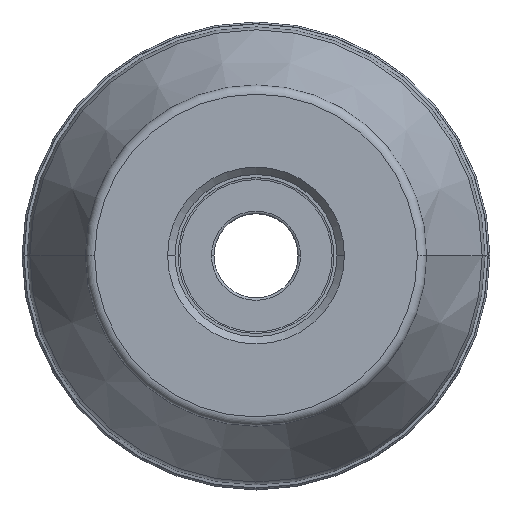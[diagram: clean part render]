
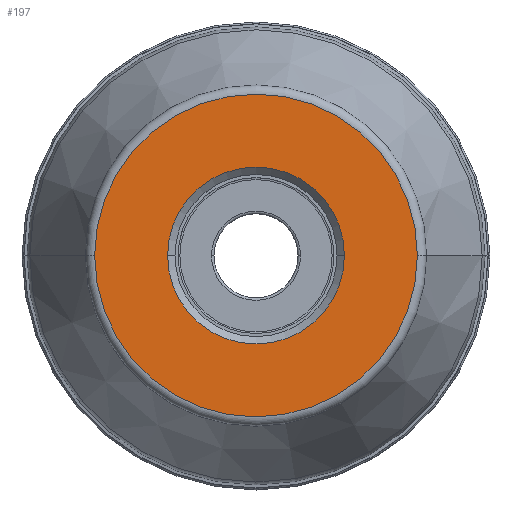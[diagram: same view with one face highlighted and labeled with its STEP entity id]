
A CAD part, top view. The second image highlights one B-rep face of the part: STEP entity #197.
In plain terms, the highlighted planar face has unit normal (0, 0, 1).
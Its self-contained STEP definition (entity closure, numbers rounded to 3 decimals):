
#28=PLANE('',#1874);
#34=FACE_BOUND('',#397,.T.);
#35=FACE_BOUND('',#398,.T.);
#197=ADVANCED_FACE('',(#34,#35),#28,.F.);
#397=EDGE_LOOP('',(#677,#678,#679,#680));
#398=EDGE_LOOP('',(#681,#682,#683,#684));
#677=ORIENTED_EDGE('',*,*,#1187,.F.);
#678=ORIENTED_EDGE('',*,*,#1185,.F.);
#679=ORIENTED_EDGE('',*,*,#1184,.T.);
#680=ORIENTED_EDGE('',*,*,#1188,.T.);
#681=ORIENTED_EDGE('',*,*,#1189,.T.);
#682=ORIENTED_EDGE('',*,*,#1190,.T.);
#683=ORIENTED_EDGE('',*,*,#1191,.T.);
#684=ORIENTED_EDGE('',*,*,#1192,.T.);
#984=VERTEX_POINT('',#3666);
#985=VERTEX_POINT('',#3668);
#986=VERTEX_POINT('',#3670);
#987=VERTEX_POINT('',#3674);
#988=VERTEX_POINT('',#3678);
#989=VERTEX_POINT('',#3679);
#990=VERTEX_POINT('',#3681);
#991=VERTEX_POINT('',#3683);
#1184=EDGE_CURVE('',#985,#984,#1432,.T.);
#1185=EDGE_CURVE('',#985,#986,#1433,.T.);
#1187=EDGE_CURVE('',#986,#987,#1435,.T.);
#1188=EDGE_CURVE('',#984,#987,#1436,.T.);
#1189=EDGE_CURVE('',#988,#989,#1437,.T.);
#1190=EDGE_CURVE('',#989,#990,#1438,.T.);
#1191=EDGE_CURVE('',#990,#991,#1439,.T.);
#1192=EDGE_CURVE('',#991,#988,#1440,.T.);
#1432=CIRCLE('',#1863,26.281);
#1433=CIRCLE('',#1864,26.281);
#1435=CIRCLE('',#1867,26.281);
#1436=CIRCLE('',#1868,26.281);
#1437=CIRCLE('',#1870,14.4);
#1438=CIRCLE('',#1871,14.4);
#1439=CIRCLE('',#1872,14.4);
#1440=CIRCLE('',#1873,14.4);
#1863=AXIS2_PLACEMENT_3D('',#3667,#2287,#2288);
#1864=AXIS2_PLACEMENT_3D('',#3669,#2289,#2290);
#1867=AXIS2_PLACEMENT_3D('',#3673,#2295,#2296);
#1868=AXIS2_PLACEMENT_3D('',#3675,#2297,#2298);
#1870=AXIS2_PLACEMENT_3D('',#3677,#2301,#2302);
#1871=AXIS2_PLACEMENT_3D('',#3680,#2303,#2304);
#1872=AXIS2_PLACEMENT_3D('',#3682,#2305,#2306);
#1873=AXIS2_PLACEMENT_3D('',#3684,#2307,#2308);
#1874=AXIS2_PLACEMENT_3D('',#3685,#2309,#2310);
#2287=DIRECTION('',(0.,0.,1.));
#2288=DIRECTION('',(1.,0.,0.));
#2289=DIRECTION('',(0.,0.,-1.));
#2290=DIRECTION('',(-1.,0.,0.));
#2295=DIRECTION('',(0.,0.,-1.));
#2296=DIRECTION('',(-1.,0.,0.));
#2297=DIRECTION('',(0.,0.,1.));
#2298=DIRECTION('',(1.,0.,0.));
#2301=DIRECTION('',(0.,0.,-1.));
#2302=DIRECTION('',(0.,-1.,0.));
#2303=DIRECTION('',(0.,0.,-1.));
#2304=DIRECTION('',(-1.,0.,0.));
#2305=DIRECTION('',(0.,0.,-1.));
#2306=DIRECTION('',(0.,1.,0.));
#2307=DIRECTION('',(0.,0.,-1.));
#2308=DIRECTION('',(1.,0.,0.));
#2309=DIRECTION('',(0.,0.,-1.));
#2310=DIRECTION('',(1.,0.,0.));
#3666=CARTESIAN_POINT('',(26.281,0.,0.));
#3667=CARTESIAN_POINT('',(0.,0.,0.));
#3668=CARTESIAN_POINT('',(26.281,-0.021,0.));
#3669=CARTESIAN_POINT('',(0.,0.,0.));
#3670=CARTESIAN_POINT('',(-26.281,0.,0.));
#3673=CARTESIAN_POINT('',(0.,0.,0.));
#3674=CARTESIAN_POINT('',(-26.281,0.021,0.));
#3675=CARTESIAN_POINT('',(0.,0.,0.));
#3677=CARTESIAN_POINT('',(0.,0.,0.));
#3678=CARTESIAN_POINT('',(0.,-14.4,0.));
#3679=CARTESIAN_POINT('',(-14.4,0.,0.));
#3680=CARTESIAN_POINT('',(0.,0.,0.));
#3681=CARTESIAN_POINT('',(0.,14.4,0.));
#3682=CARTESIAN_POINT('',(0.,0.,0.));
#3683=CARTESIAN_POINT('',(14.4,0.,0.));
#3684=CARTESIAN_POINT('',(0.,0.,0.));
#3685=CARTESIAN_POINT('',(0.,0.,0.));
